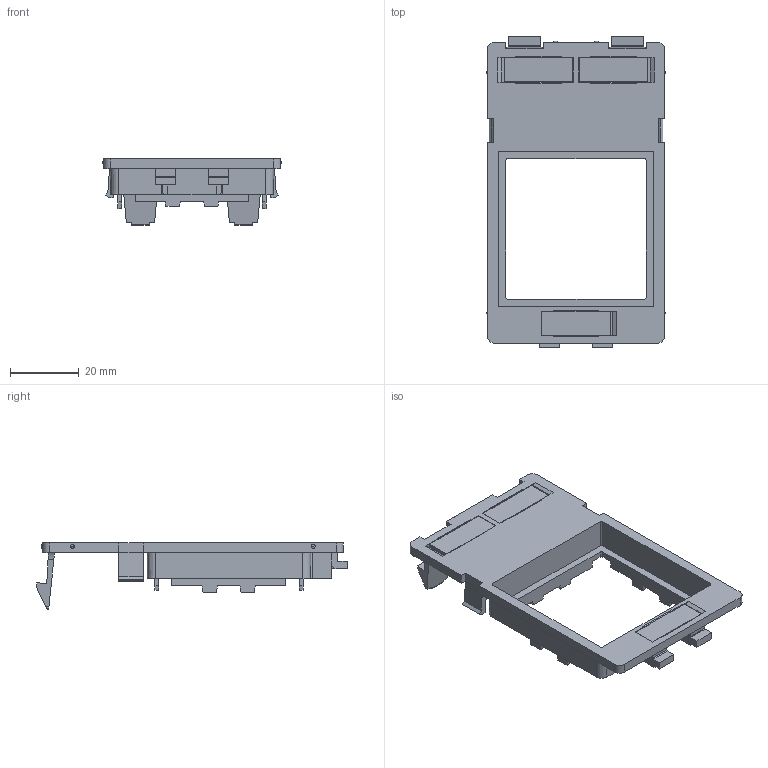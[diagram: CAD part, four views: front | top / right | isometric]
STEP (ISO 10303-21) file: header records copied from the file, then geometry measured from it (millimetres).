
FILE_DESCRIPTION(('CATIA V5 STEP Exchange','CAx-IF Rec.Pracs.--- Model Styling and Organization---1.4--- 2014-01-23'),'2;1');
FILE_NAME ('394144-2_2', '2019-10-09T16:57:39+00:00', ('none'), ('Weidmueller'), 'CATIA Version 5-6 Release 2016 SP3 HF44', 'CATIA V5 STEP AP214', 'none');
FILE_SCHEMA(('AUTOMOTIVE_DESIGN { 1 0 10303 214 1 1 1 1 }'));
Length unit declared in the file: millimetre
Products named in the file (1): 2548060000
Bounding box: 51.9 x 90.5 x 19.28 mm (x, y, z)
Volume: 9965.7 mm3; surface area: 13227.1 mm2
Topology: 4 solids, 4 shells, 407 faces, 1146 edges, 762 vertices
Faces by surface type: plane 347, cylinder 40, sphere 12, cone 6, extrusion 2
Entity records: 12153 total; most frequent: CARTESIAN_POINT 2358, ORIENTED_EDGE 2268, DIRECTION 1584, EDGE_CURVE 1134, VECTOR 994, LINE 992, VERTEX_POINT 762, EDGE_LOOP 436
